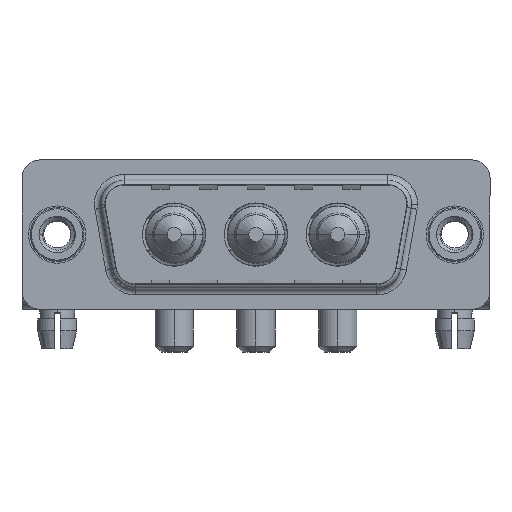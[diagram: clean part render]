
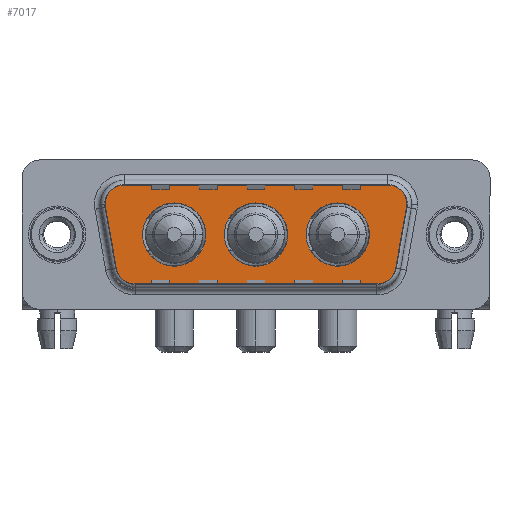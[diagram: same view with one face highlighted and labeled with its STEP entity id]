
A CAD part, top view. The second image highlights one B-rep face of the part: STEP entity #7017.
In plain terms, the highlighted planar face has unit normal (0, 0, 1).
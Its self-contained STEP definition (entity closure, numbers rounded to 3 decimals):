
#33 = LINE ( 'NONE', #2452, #15225 ) ;
#211 = AXIS2_PLACEMENT_3D ( 'NONE', #12362, #5856, #8383 ) ;
#458 = EDGE_CURVE ( 'NONE', #6018, #16085, #11761, .T. ) ;
#509 = ORIENTED_EDGE ( 'NONE', *, *, #458, .T. ) ;
#526 = EDGE_LOOP ( 'NONE', ( #4835, #7770 ) ) ;
#554 = CARTESIAN_POINT ( 'NONE',  ( 28.836, -3.247, 0. ) ) ;
#769 = DIRECTION ( 'NONE',  ( 1., 0., 0. ) ) ;
#981 = VECTOR ( 'NONE', #13023, 1000. ) ;
#985 = AXIS2_PLACEMENT_3D ( 'NONE', #7624, #8806, #3952 ) ;
#1020 = DIRECTION ( 'NONE',  ( 0., 0., 1. ) ) ;
#1075 = ORIENTED_EDGE ( 'NONE', *, *, #16213, .F. ) ;
#1231 = EDGE_CURVE ( 'NONE', #2769, #4898, #4018, .T. ) ;
#1240 = VERTEX_POINT ( 'NONE', #12013 ) ;
#1463 = CARTESIAN_POINT ( 'NONE',  ( 5.411, 4.9, 0. ) ) ;
#1612 = CARTESIAN_POINT ( 'NONE',  ( 4.464, -3.247, 0. ) ) ;
#1648 = ORIENTED_EDGE ( 'NONE', *, *, #13624, .T. ) ;
#1745 = DIRECTION ( 'NONE',  ( 1., 0., 0. ) ) ;
#1788 = ORIENTED_EDGE ( 'NONE', *, *, #13510, .T. ) ;
#1914 = ORIENTED_EDGE ( 'NONE', *, *, #11615, .T. ) ;
#2015 = LINE ( 'NONE', #8420, #13804 ) ;
#2260 = DIRECTION ( 'NONE',  ( 0.174, 0.985, 0. ) ) ;
#2452 = CARTESIAN_POINT ( 'NONE',  ( 3.441, 2.553, 0. ) ) ;
#2543 = CARTESIAN_POINT ( 'NONE',  ( 6.434, -2.9, 0. ) ) ;
#2711 = VERTEX_POINT ( 'NONE', #3197 ) ;
#2769 = VERTEX_POINT ( 'NONE', #15908 ) ;
#3062 = CARTESIAN_POINT ( 'NONE',  ( 26.866, -2.9, 0. ) ) ;
#3197 = CARTESIAN_POINT ( 'NONE',  ( 5.411, 4.9, 0. ) ) ;
#3262 = ORIENTED_EDGE ( 'NONE', *, *, #7243, .F. ) ;
#3439 = CARTESIAN_POINT ( 'NONE',  ( 27.889, 2.9, 0. ) ) ;
#3453 = FACE_BOUND ( 'NONE', #7183, .T. ) ;
#3545 = CARTESIAN_POINT ( 'NONE',  ( 5.411, 2.9, 0. ) ) ;
#3844 = ORIENTED_EDGE ( 'NONE', *, *, #15560, .T. ) ;
#3938 = DIRECTION ( 'NONE',  ( 1., 0., 0. ) ) ;
#3952 = DIRECTION ( 'NONE',  ( 1., 0., 0. ) ) ;
#4008 = CARTESIAN_POINT ( 'NONE',  ( 26.866, -4.9, 0. ) ) ;
#4018 = CIRCLE ( 'NONE', #15417, 2.65 ) ;
#4470 = DIRECTION ( 'NONE',  ( 1., 0., 0. ) ) ;
#4681 = VERTEX_POINT ( 'NONE', #10984 ) ;
#4684 = ORIENTED_EDGE ( 'NONE', *, *, #4862, .T. ) ;
#4689 = CIRCLE ( 'NONE', #12394, 2.65 ) ;
#4690 = CARTESIAN_POINT ( 'NONE',  ( 3.441, 2.553, 0. ) ) ;
#4835 = ORIENTED_EDGE ( 'NONE', *, *, #5465, .F. ) ;
#4862 = EDGE_CURVE ( 'NONE', #13372, #7139, #2015, .T. ) ;
#4898 = VERTEX_POINT ( 'NONE', #7404 ) ;
#4957 = DIRECTION ( 'NONE',  ( 0., 0., 1. ) ) ;
#5225 = CARTESIAN_POINT ( 'NONE',  ( 14., 0., 0. ) ) ;
#5239 = CARTESIAN_POINT ( 'NONE',  ( 6.434, -4.9, 0. ) ) ;
#5370 = DIRECTION ( 'NONE',  ( 1., 0., 0. ) ) ;
#5465 = EDGE_CURVE ( 'NONE', #15950, #15419, #15922, .T. ) ;
#5664 = LINE ( 'NONE', #1463, #981 ) ;
#5702 = DIRECTION ( 'NONE',  ( 0., 0., 1. ) ) ;
#5722 = VERTEX_POINT ( 'NONE', #15831 ) ;
#5748 = ORIENTED_EDGE ( 'NONE', *, *, #12041, .T. ) ;
#5856 = DIRECTION ( 'NONE',  ( 0., 0., 1. ) ) ;
#6015 = CIRCLE ( 'NONE', #7879, 2. ) ;
#6018 = VERTEX_POINT ( 'NONE', #1612 ) ;
#6277 = DIRECTION ( 'NONE',  ( 1., 0., 0. ) ) ;
#6442 = CARTESIAN_POINT ( 'NONE',  ( 16.65, 0., 0. ) ) ;
#6690 = EDGE_LOOP ( 'NONE', ( #3844, #4684, #1648, #5748, #13937, #1788, #1914, #509, #12191 ) ) ;
#6866 = CARTESIAN_POINT ( 'NONE',  ( 19.3, 0., 0. ) ) ;
#7017 = ADVANCED_FACE ( 'NONE', ( #11945, #13544, #3453, #7210 ), #8467, .T. ) ;
#7056 = CIRCLE ( 'NONE', #8114, 2. ) ;
#7139 = VERTEX_POINT ( 'NONE', #8868 ) ;
#7183 = EDGE_LOOP ( 'NONE', ( #1075, #3262 ) ) ;
#7210 = FACE_OUTER_BOUND ( 'NONE', #6690, .T. ) ;
#7216 = AXIS2_PLACEMENT_3D ( 'NONE', #15838, #5702, #4470 ) ;
#7243 = EDGE_CURVE ( 'NONE', #10056, #5722, #10678, .T. ) ;
#7360 = CIRCLE ( 'NONE', #985, 2.65 ) ;
#7395 = CIRCLE ( 'NONE', #211, 2.65 ) ;
#7404 = CARTESIAN_POINT ( 'NONE',  ( 26.15, 0., 0. ) ) ;
#7496 = CARTESIAN_POINT ( 'NONE',  ( 23.5, 0., 0. ) ) ;
#7624 = CARTESIAN_POINT ( 'NONE',  ( 16.65, 0., 0. ) ) ;
#7770 = ORIENTED_EDGE ( 'NONE', *, *, #15835, .F. ) ;
#7879 = AXIS2_PLACEMENT_3D ( 'NONE', #3062, #11722, #14300 ) ;
#8050 = EDGE_LOOP ( 'NONE', ( #15625, #11043 ) ) ;
#8114 = AXIS2_PLACEMENT_3D ( 'NONE', #3439, #8530, #16151 ) ;
#8149 = AXIS2_PLACEMENT_3D ( 'NONE', #3545, #4957, #6277 ) ;
#8383 = DIRECTION ( 'NONE',  ( 1., 0., 0. ) ) ;
#8420 = CARTESIAN_POINT ( 'NONE',  ( 29.859, 2.553, 0. ) ) ;
#8456 = DIRECTION ( 'NONE',  ( 1., 0., 0. ) ) ;
#8467 = PLANE ( 'NONE',  #7216 ) ;
#8530 = DIRECTION ( 'NONE',  ( 0., 0., 1. ) ) ;
#8777 = AXIS2_PLACEMENT_3D ( 'NONE', #6442, #15497, #5370 ) ;
#8806 = DIRECTION ( 'NONE',  ( 0., 0., 1. ) ) ;
#8825 = AXIS2_PLACEMENT_3D ( 'NONE', #15479, #11765, #3938 ) ;
#8868 = CARTESIAN_POINT ( 'NONE',  ( 29.859, 2.553, 0. ) ) ;
#8872 = DIRECTION ( 'NONE',  ( 0.174, -0.985, 0. ) ) ;
#8922 = VERTEX_POINT ( 'NONE', #4008 ) ;
#9044 = CARTESIAN_POINT ( 'NONE',  ( 7.15, 0., 0. ) ) ;
#9745 = CIRCLE ( 'NONE', #8149, 2. ) ;
#9796 = CARTESIAN_POINT ( 'NONE',  ( 6.434, -4.9, 0. ) ) ;
#10056 = VERTEX_POINT ( 'NONE', #9044 ) ;
#10678 = CIRCLE ( 'NONE', #8825, 2.65 ) ;
#10753 = CARTESIAN_POINT ( 'NONE',  ( 27.889, 2.9, 0. ) ) ;
#10984 = CARTESIAN_POINT ( 'NONE',  ( 29.889, 2.9, 0. ) ) ;
#11043 = ORIENTED_EDGE ( 'NONE', *, *, #1231, .F. ) ;
#11295 = DIRECTION ( 'NONE',  ( -1., 0., 0. ) ) ;
#11444 = DIRECTION ( 'NONE',  ( -1., 0., 0. ) ) ;
#11615 = EDGE_CURVE ( 'NONE', #15278, #6018, #33, .T. ) ;
#11692 = DIRECTION ( 'NONE',  ( 0., 0., 1. ) ) ;
#11722 = DIRECTION ( 'NONE',  ( 0., 0., 1. ) ) ;
#11761 = CIRCLE ( 'NONE', #13363, 2. ) ;
#11765 = DIRECTION ( 'NONE',  ( 0., 0., 1. ) ) ;
#11945 = FACE_BOUND ( 'NONE', #526, .T. ) ;
#12013 = CARTESIAN_POINT ( 'NONE',  ( 27.889, 4.9, 0. ) ) ;
#12041 = EDGE_CURVE ( 'NONE', #4681, #1240, #7056, .T. ) ;
#12191 = ORIENTED_EDGE ( 'NONE', *, *, #14122, .T. ) ;
#12362 = CARTESIAN_POINT ( 'NONE',  ( 9.8, 0., 0. ) ) ;
#12379 = DIRECTION ( 'NONE',  ( 0., 0., 1. ) ) ;
#12394 = AXIS2_PLACEMENT_3D ( 'NONE', #16209, #1020, #769 ) ;
#13023 = DIRECTION ( 'NONE',  ( -1., 0., 0. ) ) ;
#13151 = LINE ( 'NONE', #5239, #14780 ) ;
#13190 = AXIS2_PLACEMENT_3D ( 'NONE', #10753, #11692, #11444 ) ;
#13360 = DIRECTION ( 'NONE',  ( 0., 0., 1. ) ) ;
#13363 = AXIS2_PLACEMENT_3D ( 'NONE', #2543, #12379, #11295 ) ;
#13372 = VERTEX_POINT ( 'NONE', #554 ) ;
#13478 = CIRCLE ( 'NONE', #13190, 2. ) ;
#13510 = EDGE_CURVE ( 'NONE', #2711, #15278, #9745, .T. ) ;
#13544 = FACE_BOUND ( 'NONE', #8050, .T. ) ;
#13587 = EDGE_CURVE ( 'NONE', #1240, #2711, #5664, .T. ) ;
#13624 = EDGE_CURVE ( 'NONE', #7139, #4681, #13478, .T. ) ;
#13767 = EDGE_CURVE ( 'NONE', #4898, #2769, #4689, .T. ) ;
#13804 = VECTOR ( 'NONE', #2260, 1000. ) ;
#13937 = ORIENTED_EDGE ( 'NONE', *, *, #13587, .T. ) ;
#14122 = EDGE_CURVE ( 'NONE', #16085, #8922, #13151, .T. ) ;
#14300 = DIRECTION ( 'NONE',  ( 1., 0., 0. ) ) ;
#14780 = VECTOR ( 'NONE', #1745, 1000. ) ;
#15225 = VECTOR ( 'NONE', #8872, 1000. ) ;
#15278 = VERTEX_POINT ( 'NONE', #4690 ) ;
#15417 = AXIS2_PLACEMENT_3D ( 'NONE', #7496, #13360, #8456 ) ;
#15419 = VERTEX_POINT ( 'NONE', #5225 ) ;
#15479 = CARTESIAN_POINT ( 'NONE',  ( 9.8, 0., 0. ) ) ;
#15497 = DIRECTION ( 'NONE',  ( 0., 0., 1. ) ) ;
#15560 = EDGE_CURVE ( 'NONE', #8922, #13372, #6015, .T. ) ;
#15625 = ORIENTED_EDGE ( 'NONE', *, *, #13767, .F. ) ;
#15831 = CARTESIAN_POINT ( 'NONE',  ( 12.45, 0., 0. ) ) ;
#15835 = EDGE_CURVE ( 'NONE', #15419, #15950, #7360, .T. ) ;
#15838 = CARTESIAN_POINT ( 'NONE',  ( 26.866, -2.9, 0. ) ) ;
#15908 = CARTESIAN_POINT ( 'NONE',  ( 20.85, 0., 0. ) ) ;
#15922 = CIRCLE ( 'NONE', #8777, 2.65 ) ;
#15950 = VERTEX_POINT ( 'NONE', #6866 ) ;
#16085 = VERTEX_POINT ( 'NONE', #9796 ) ;
#16151 = DIRECTION ( 'NONE',  ( -1., 0., 0. ) ) ;
#16209 = CARTESIAN_POINT ( 'NONE',  ( 23.5, 0., 0. ) ) ;
#16213 = EDGE_CURVE ( 'NONE', #5722, #10056, #7395, .T. ) ;
